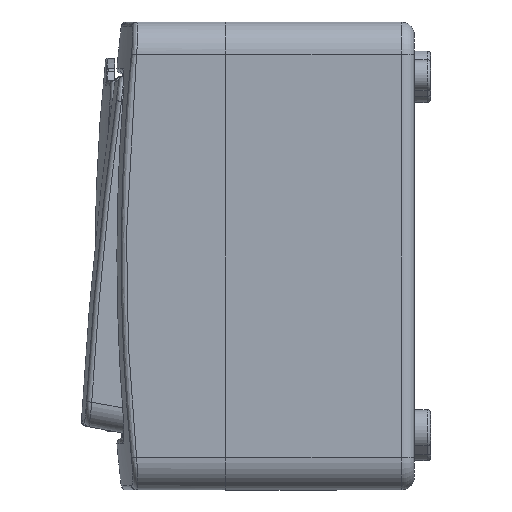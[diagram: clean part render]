
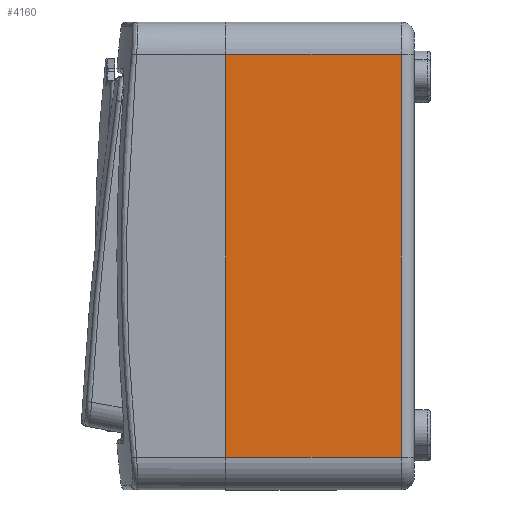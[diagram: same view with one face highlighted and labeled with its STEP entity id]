
A CAD part, left-side view. The second image highlights one B-rep face of the part: STEP entity #4160.
In plain terms, the highlighted planar face has unit normal (-1, 0, 0).
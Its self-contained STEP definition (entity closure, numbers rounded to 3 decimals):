
#257 = VECTOR ( 'NONE', #6599, 1000. ) ;
#1520 = ORIENTED_EDGE ( 'NONE', *, *, #8802, .F. ) ;
#1646 = CARTESIAN_POINT ( 'NONE',  ( -36., 29., 36. ) ) ;
#1847 = ORIENTED_EDGE ( 'NONE', *, *, #27357, .T. ) ;
#2193 = VERTEX_POINT ( 'NONE', #5384 ) ;
#2299 = DIRECTION ( 'NONE',  ( 1., 0., 0. ) ) ;
#2939 = EDGE_LOOP ( 'NONE', ( #28812, #1847, #24531, #1520 ) ) ;
#4160 = ADVANCED_FACE ( 'NONE', ( #25496 ), #15820, .F. ) ;
#5057 = CARTESIAN_POINT ( 'NONE',  ( -36., 2., 31. ) ) ;
#5384 = CARTESIAN_POINT ( 'NONE',  ( -36., 2., -31. ) ) ;
#6508 = VECTOR ( 'NONE', #12891, 1000. ) ;
#6599 = DIRECTION ( 'NONE',  ( 0., -1., 0. ) ) ;
#7392 = EDGE_CURVE ( 'NONE', #23548, #2193, #24289, .T. ) ;
#8420 = CARTESIAN_POINT ( 'NONE',  ( -36., 29., 31. ) ) ;
#8802 = EDGE_CURVE ( 'NONE', #23548, #22344, #18550, .T. ) ;
#9192 = AXIS2_PLACEMENT_3D ( 'NONE', #13476, #2299, #18118 ) ;
#10687 = DIRECTION ( 'NONE',  ( 0., 1., 0. ) ) ;
#10916 = VECTOR ( 'NONE', #10687, 1000. ) ;
#12337 = LINE ( 'NONE', #8420, #10916 ) ;
#12891 = DIRECTION ( 'NONE',  ( 0., 0., 1. ) ) ;
#13476 = CARTESIAN_POINT ( 'NONE',  ( -36., 29., 36. ) ) ;
#15820 = PLANE ( 'NONE',  #9192 ) ;
#16942 = VECTOR ( 'NONE', #17942, 1000. ) ;
#17888 = CARTESIAN_POINT ( 'NONE',  ( -36., 29., -31. ) ) ;
#17942 = DIRECTION ( 'NONE',  ( 0., 0., 1. ) ) ;
#18118 = DIRECTION ( 'NONE',  ( 0., 0., -1. ) ) ;
#18269 = CARTESIAN_POINT ( 'NONE',  ( -36., 29., -31. ) ) ;
#18550 = LINE ( 'NONE', #1646, #6508 ) ;
#18551 = EDGE_CURVE ( 'NONE', #21994, #22344, #12337, .T. ) ;
#21994 = VERTEX_POINT ( 'NONE', #5057 ) ;
#22344 = VERTEX_POINT ( 'NONE', #28628 ) ;
#23548 = VERTEX_POINT ( 'NONE', #18269 ) ;
#24289 = LINE ( 'NONE', #17888, #257 ) ;
#24531 = ORIENTED_EDGE ( 'NONE', *, *, #18551, .T. ) ;
#24669 = CARTESIAN_POINT ( 'NONE',  ( -36., 2., 36. ) ) ;
#25496 = FACE_OUTER_BOUND ( 'NONE', #2939, .T. ) ;
#27357 = EDGE_CURVE ( 'NONE', #2193, #21994, #29024, .T. ) ;
#28628 = CARTESIAN_POINT ( 'NONE',  ( -36., 29., 31. ) ) ;
#28812 = ORIENTED_EDGE ( 'NONE', *, *, #7392, .T. ) ;
#29024 = LINE ( 'NONE', #24669, #16942 ) ;
